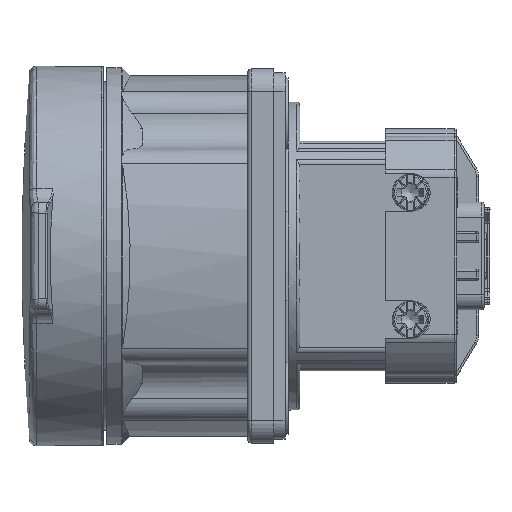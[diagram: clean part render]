
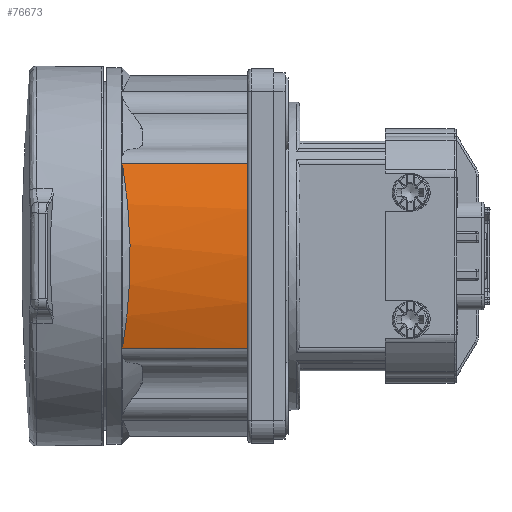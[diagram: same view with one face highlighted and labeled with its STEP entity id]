
A CAD part, left-side view. The second image highlights one B-rep face of the part: STEP entity #76673.
In plain terms, the highlighted cylindrical face has radius 36 mm (diameter 72 mm), a partial arc.
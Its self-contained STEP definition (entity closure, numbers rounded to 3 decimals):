
#114 = CARTESIAN_POINT ( 'NONE',  ( -23.399, 17.794, -7.143 ) ) ;
#477 = CARTESIAN_POINT ( 'NONE',  ( -21.923, 18.511, 12.328 ) ) ;
#1170 = EDGE_CURVE ( 'NONE', #19377, #31738, #7694, .T. ) ;
#3503 = ORIENTED_EDGE ( 'NONE', *, *, #30465, .T. ) ;
#4344 = B_SPLINE_CURVE_WITH_KNOTS ( 'NONE', 3,
 ( #73103, #10872, #73891, #17003 ),
 .UNSPECIFIED., .F., .F.,
 ( 4, 4 ),
 ( 0., 0. ),
 .UNSPECIFIED. ) ;
#4496 = ORIENTED_EDGE ( 'NONE', *, *, #71669, .F. ) ;
#6751 = CIRCLE ( 'NONE', #49952, 36. ) ;
#7338 = B_SPLINE_CURVE_WITH_KNOTS ( 'NONE', 3,
 ( #45449, #62324, #8131, #36983, #74594, #31631, #68462, #70363, #31233, #43529, #30406, #114, #43118, #56211, #56614, #55408 ),
 .UNSPECIFIED., .F., .F.,
 ( 4, 2, 2, 2, 2, 2, 2, 4 ),
 ( 0., 0.006, 0.009, 0.011, 0.012, 0.018, 0.022, 0.025 ),
 .UNSPECIFIED. ) ;
#7694 = LINE ( 'NONE', #57261, #11881 ) ;
#8131 = CARTESIAN_POINT ( 'NONE',  ( -23.218, 17.882, 8.182 ) ) ;
#10226 = ORIENTED_EDGE ( 'NONE', *, *, #56464, .T. ) ;
#10872 = CARTESIAN_POINT ( 'NONE',  ( -21.979, 18.475, 12.174 ) ) ;
#11881 = VECTOR ( 'NONE', #51544, 1000. ) ;
#12000 = VERTEX_POINT ( 'NONE', #33813 ) ;
#14598 = CYLINDRICAL_SURFACE ( 'NONE', #71525, 36. ) ;
#15598 = CARTESIAN_POINT ( 'NONE',  ( -22.007, 18.462, -12.096 ) ) ;
#17003 = CARTESIAN_POINT ( 'NONE',  ( -21.923, 18.511, 12.328 ) ) ;
#17880 = EDGE_CURVE ( 'NONE', #38949, #12000, #35414, .T. ) ;
#19377 = VERTEX_POINT ( 'NONE', #477 ) ;
#22569 = CARTESIAN_POINT ( 'NONE',  ( -21.951, 18.491, -12.251 ) ) ;
#22688 = DIRECTION ( 'NONE',  ( 0., -1., 0. ) ) ;
#25339 = DIRECTION ( 'NONE',  ( 0., 1., 0. ) ) ;
#27159 = CARTESIAN_POINT ( 'NONE',  ( -22.007, 18.462, 12.096 ) ) ;
#30406 = CARTESIAN_POINT ( 'NONE',  ( -23.923, 17.538, -4.115 ) ) ;
#30465 = EDGE_CURVE ( 'NONE', #12000, #31738, #6751, .T. ) ;
#31233 = CARTESIAN_POINT ( 'NONE',  ( -24.1, 17.45, 0.521 ) ) ;
#31631 = CARTESIAN_POINT ( 'NONE',  ( -24.01, 17.494, 2.598 ) ) ;
#31738 = VERTEX_POINT ( 'NONE', #76495 ) ;
#33813 = CARTESIAN_POINT ( 'NONE',  ( -21.923, 1.75, -12.328 ) ) ;
#35414 = LINE ( 'NONE', #78794, #43828 ) ;
#35726 = VERTEX_POINT ( 'NONE', #80296 ) ;
#36983 = CARTESIAN_POINT ( 'NONE',  ( -23.743, 17.626, 5.158 ) ) ;
#38051 = DIRECTION ( 'NONE',  ( 0., 0., -1. ) ) ;
#38949 = VERTEX_POINT ( 'NONE', #53394 ) ;
#39227 = FACE_OUTER_BOUND ( 'NONE', #49806, .T. ) ;
#41315 = ORIENTED_EDGE ( 'NONE', *, *, #1170, .F. ) ;
#41433 = CARTESIAN_POINT ( 'NONE',  ( -21.979, 18.475, -12.174 ) ) ;
#42286 = EDGE_CURVE ( 'NONE', #53644, #19377, #4344, .T. ) ;
#43118 = CARTESIAN_POINT ( 'NONE',  ( -23.181, 17.9, -8.146 ) ) ;
#43200 = ORIENTED_EDGE ( 'NONE', *, *, #17880, .T. ) ;
#43529 = CARTESIAN_POINT ( 'NONE',  ( -24.1, 17.45, -2.069 ) ) ;
#43828 = VECTOR ( 'NONE', #22688, 1000. ) ;
#45449 = CARTESIAN_POINT ( 'NONE',  ( -22.007, 18.462, 12.096 ) ) ;
#49806 = EDGE_LOOP ( 'NONE', ( #43200, #3503, #41315, #69855, #10226, #4496 ) ) ;
#49952 = AXIS2_PLACEMENT_3D ( 'NONE', #74461, #25339, #38051 ) ;
#51544 = DIRECTION ( 'NONE',  ( 0., -1., 0. ) ) ;
#53394 = CARTESIAN_POINT ( 'NONE',  ( -21.923, 18.511, -12.328 ) ) ;
#53644 = VERTEX_POINT ( 'NONE', #27159 ) ;
#55408 = CARTESIAN_POINT ( 'NONE',  ( -22.007, 18.462, -12.096 ) ) ;
#56211 = CARTESIAN_POINT ( 'NONE',  ( -22.658, 18.152, -10.139 ) ) ;
#56464 = EDGE_CURVE ( 'NONE', #53644, #35726, #7338, .T. ) ;
#56614 = CARTESIAN_POINT ( 'NONE',  ( -22.353, 18.298, -11.127 ) ) ;
#57261 = CARTESIAN_POINT ( 'NONE',  ( -21.923, 20.67, 12.328 ) ) ;
#59235 = DIRECTION ( 'NONE',  ( 0., 0., -1. ) ) ;
#62324 = CARTESIAN_POINT ( 'NONE',  ( -22.698, 18.135, 10.158 ) ) ;
#65361 = DIRECTION ( 'NONE',  ( 0., 1., 0. ) ) ;
#65760 = CARTESIAN_POINT ( 'NONE',  ( 11.9, -1.75, 0. ) ) ;
#65962 = CARTESIAN_POINT ( 'NONE',  ( -21.923, 18.511, -12.328 ) ) ;
#68462 = CARTESIAN_POINT ( 'NONE',  ( -24.044, 17.478, 2.081 ) ) ;
#69807 = B_SPLINE_CURVE_WITH_KNOTS ( 'NONE', 3,
 ( #65962, #22569, #41433, #15598 ),
 .UNSPECIFIED., .F., .F.,
 ( 4, 4 ),
 ( 0., 0. ),
 .UNSPECIFIED. ) ;
#69855 = ORIENTED_EDGE ( 'NONE', *, *, #42286, .F. ) ;
#70363 = CARTESIAN_POINT ( 'NONE',  ( -24.089, 17.456, 1.042 ) ) ;
#71525 = AXIS2_PLACEMENT_3D ( 'NONE', #65760, #65361, #59235 ) ;
#71669 = EDGE_CURVE ( 'NONE', #38949, #35726, #69807, .T. ) ;
#73103 = CARTESIAN_POINT ( 'NONE',  ( -22.007, 18.462, 12.096 ) ) ;
#73891 = CARTESIAN_POINT ( 'NONE',  ( -21.951, 18.491, 12.251 ) ) ;
#74461 = CARTESIAN_POINT ( 'NONE',  ( 11.9, 1.75, 0. ) ) ;
#74594 = CARTESIAN_POINT ( 'NONE',  ( -23.876, 17.56, 4.14 ) ) ;
#76495 = CARTESIAN_POINT ( 'NONE',  ( -21.923, 1.75, 12.328 ) ) ;
#76673 = ADVANCED_FACE ( 'NONE', ( #39227 ), #14598, .T. ) ;
#78794 = CARTESIAN_POINT ( 'NONE',  ( -21.923, -1.75, -12.328 ) ) ;
#80296 = CARTESIAN_POINT ( 'NONE',  ( -22.007, 18.462, -12.096 ) ) ;
